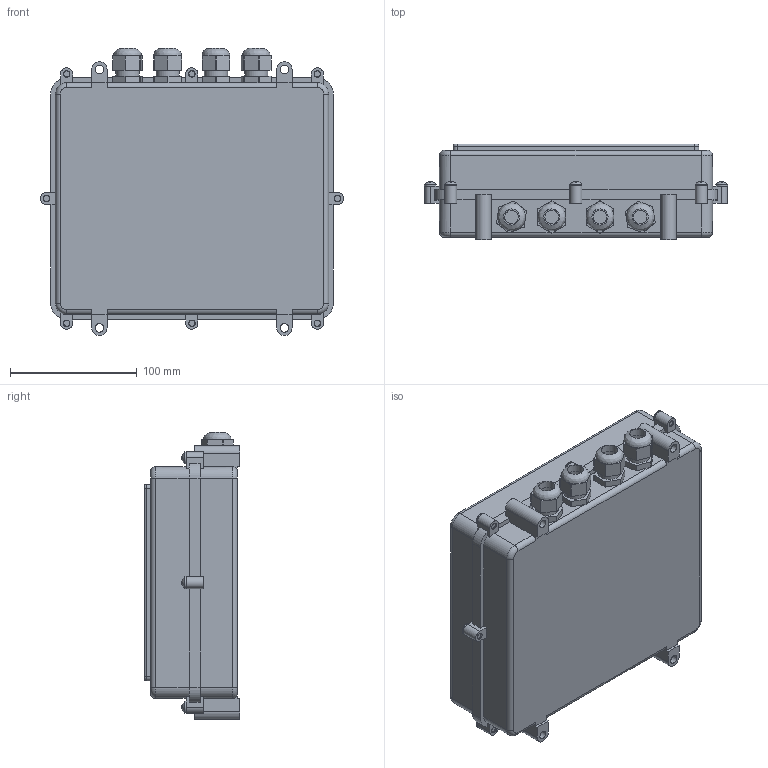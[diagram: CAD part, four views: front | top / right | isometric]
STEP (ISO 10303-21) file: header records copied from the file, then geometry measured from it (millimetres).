
FILE_DESCRIPTION((''),'2;1');
FILE_NAME('7173-K.stp','2013-01-10T13:27:22',('lzhao'),(''),'Autodesk Inventor 2013','Autodesk Inventor 2013','');
FILE_SCHEMA(('AUTOMOTIVE_DESIGN { 1 0 10303 214 1 1 1 1 }'));
Length unit declared in the file: inch
Products named in the file (1): 7173-K-FOR CUSTOMER
Bounding box: 239.32 x 75.44 x 226.55 mm (x, y, z)
Volume: 2790075.6 mm3; surface area: 192467.5 mm2
Topology: 1 solids, 1 shells, 939 faces, 2489 edges, 1614 vertices
Faces by surface type: plane 531, cylinder 263, cone 72, torus 56, bspline 9, sphere 8
Full cylindrical faces by diameter (mm): 4.826 x8, 6.747 x4, 9.474 x8, 10.668 x4, 11.213 x4, 12.7 x4, 15.875 x4, 18.288 x4, 21.996 x4
Entity records: 31075 total; most frequent: CARTESIAN_POINT 7183, ORIENTED_EDGE 4808, DIRECTION 4705, EDGE_CURVE 2404, AXIS2_PLACEMENT_3D 1634, VERTEX_POINT 1602, VECTOR 1437, LINE 1437
